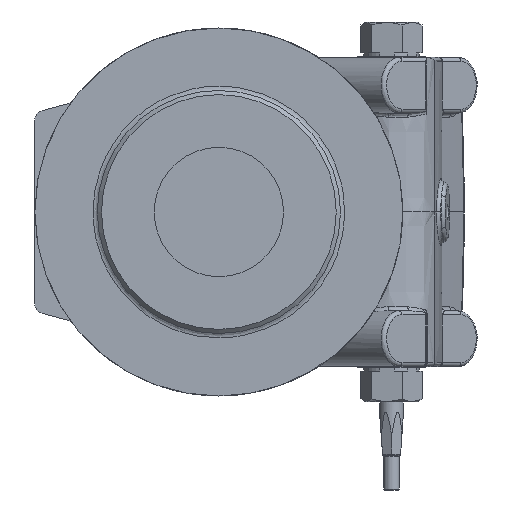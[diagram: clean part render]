
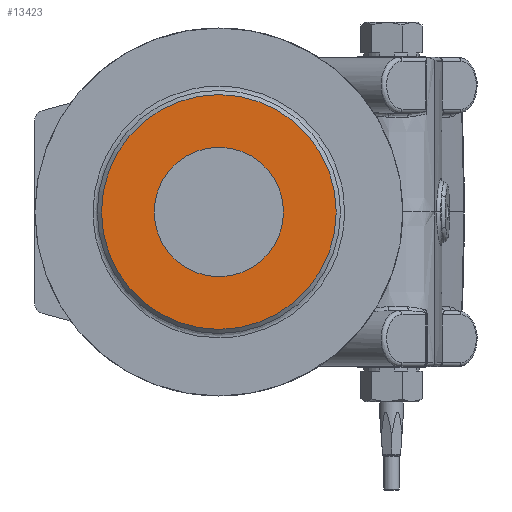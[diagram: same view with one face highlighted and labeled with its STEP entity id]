
A CAD part, left-side view. The second image highlights one B-rep face of the part: STEP entity #13423.
In plain terms, the highlighted planar face has unit normal (-1, 0, 0).
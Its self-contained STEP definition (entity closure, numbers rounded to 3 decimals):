
#6895 = VERTEX_POINT ( 'NONE', #7180 ) ;
#6902 = VERTEX_POINT ( 'NONE', #7187 ) ;
#7180 = CARTESIAN_POINT ( 'NONE',  ( -85.7, 71.6, 32.5 ) ) ;
#7187 = CARTESIAN_POINT ( 'NONE',  ( -85.7, 71.6, -59. ) ) ;
#7228 = CARTESIAN_POINT ( 'NONE',  ( -85.7, 12.6, 0. ) ) ;
#7229 = PLANE ( 'NONE',  #30286 ) ;
#7230 = DIRECTION ( 'NONE',  ( 0., 0., 1. ) ) ;
#7595 = DIRECTION ( 'NONE',  ( -1., 0., 0. ) ) ;
#12851 = ORIENTED_EDGE ( 'NONE', *, *, #18900, .T. ) ;
#12852 = ORIENTED_EDGE ( 'NONE', *, *, #19092, .F. ) ;
#13423 = ADVANCED_FACE ( 'NONE', ( #23980, #23972 ), #7229, .T. ) ;
#18851 = AXIS2_PLACEMENT_3D ( 'NONE', #20895, #20896, #20897 ) ;
#18900 = EDGE_CURVE ( 'NONE', #6895, #6895, #24290, .T. ) ;
#19092 = EDGE_CURVE ( 'NONE', #6902, #6902, #24439, .T. ) ;
#19847 = CARTESIAN_POINT ( 'NONE',  ( -85.7, 71.6, 0. ) ) ;
#19848 = DIRECTION ( 'NONE',  ( 1., 0., 0. ) ) ;
#19849 = DIRECTION ( 'NONE',  ( 0., 0., -1. ) ) ;
#20895 = CARTESIAN_POINT ( 'NONE',  ( -85.7, 71.6, 0. ) ) ;
#20896 = DIRECTION ( 'NONE',  ( 1., 0., 0. ) ) ;
#20897 = DIRECTION ( 'NONE',  ( 0., 0., 1. ) ) ;
#23559 = EDGE_LOOP ( 'NONE', ( #12852 ) ) ;
#23566 = EDGE_LOOP ( 'NONE', ( #12851 ) ) ;
#23972 = FACE_OUTER_BOUND ( 'NONE', #23559, .T. ) ;
#23980 = FACE_BOUND ( 'NONE', #23566, .T. ) ;
#24290 = CIRCLE ( 'NONE', #18851, 32.5 ) ;
#24439 = CIRCLE ( 'NONE', #24497, 59. ) ;
#24497 = AXIS2_PLACEMENT_3D ( 'NONE', #19847, #19848, #19849 ) ;
#30286 = AXIS2_PLACEMENT_3D ( 'NONE', #7228, #7595, #7230 ) ;
